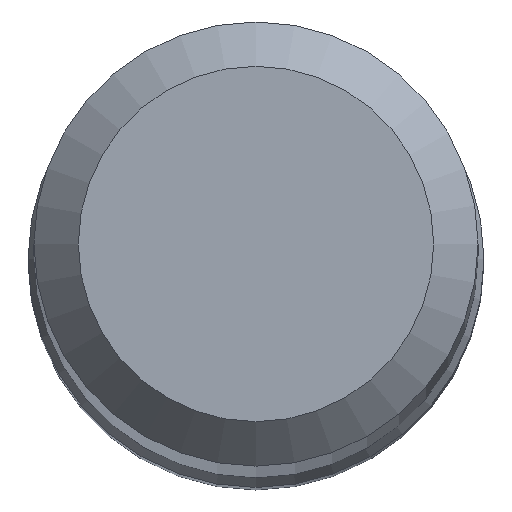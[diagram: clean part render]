
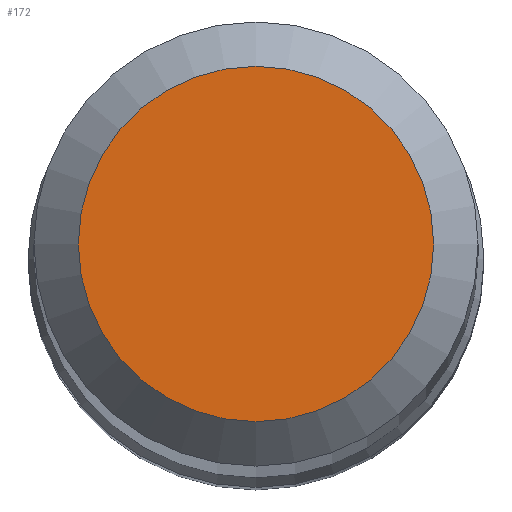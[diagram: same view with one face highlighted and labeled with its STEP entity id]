
A CAD part, top view. The second image highlights one B-rep face of the part: STEP entity #172.
In plain terms, the highlighted planar face has unit normal (0, 0, 1).
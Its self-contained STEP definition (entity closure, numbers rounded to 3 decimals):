
#29 = FACE_OUTER_BOUND ( 'NONE', #301, .T. ) ;
#33 = CARTESIAN_POINT ( 'NONE',  ( 0., 1.2, 70. ) ) ;
#49 = AXIS2_PLACEMENT_3D ( 'NONE', #241, #216, #237 ) ;
#73 = PLANE ( 'NONE',  #140 ) ;
#140 = AXIS2_PLACEMENT_3D ( 'NONE', #170, #189, #144 ) ;
#144 = DIRECTION ( 'NONE',  ( 0., 1., 0. ) ) ;
#170 = CARTESIAN_POINT ( 'NONE',  ( 0., 0., 70. ) ) ;
#172 = ADVANCED_FACE ( 'NONE', ( #29 ), #73, .F. ) ;
#189 = DIRECTION ( 'NONE',  ( 0., 0., -1. ) ) ;
#208 = ORIENTED_EDGE ( 'NONE', *, *, #290, .F. ) ;
#216 = DIRECTION ( 'NONE',  ( 0., 0., -1. ) ) ;
#218 = CIRCLE ( 'NONE', #49, 1.2 ) ;
#237 = DIRECTION ( 'NONE',  ( 0., 1., 0. ) ) ;
#241 = CARTESIAN_POINT ( 'NONE',  ( 0., 0., 70. ) ) ;
#243 = VERTEX_POINT ( 'NONE', #33 ) ;
#290 = EDGE_CURVE ( 'NONE', #243, #243, #218, .T. ) ;
#301 = EDGE_LOOP ( 'NONE', ( #208 ) ) ;
